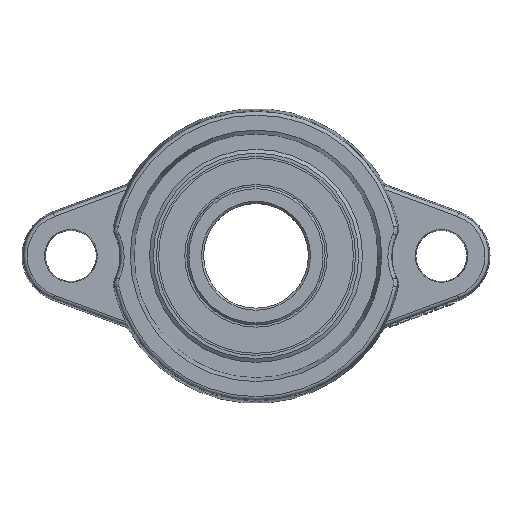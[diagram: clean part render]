
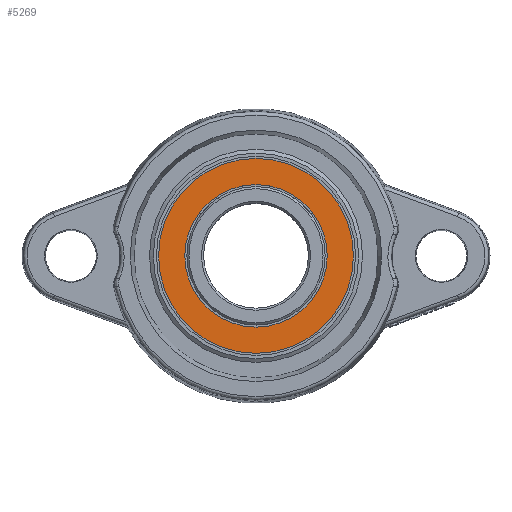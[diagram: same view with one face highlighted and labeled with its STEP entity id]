
A CAD part, top view. The second image highlights one B-rep face of the part: STEP entity #5269.
In plain terms, the highlighted planar face has unit normal (0, 0, 1).
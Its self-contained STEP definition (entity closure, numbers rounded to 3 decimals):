
#1306=FACE_BOUND($,#1653,.T.);
#1352=FACE_OUTER_BOUND($,#1652,.T.);
#1652=EDGE_LOOP($,(#3333));
#1653=EDGE_LOOP($,(#3334));
#1960=CIRCLE($,#5571,10.2);
#1961=CIRCLE($,#5573,13.95);
#2074=VERTEX_POINT($,#7477);
#2075=VERTEX_POINT($,#7480);
#2572=EDGE_CURVE($,#2074,#2074,#1960,.T.);
#2573=EDGE_CURVE($,#2075,#2075,#1961,.T.);
#3333=ORIENTED_EDGE($,*,*,#2573,.T.);
#3334=ORIENTED_EDGE($,*,*,#2572,.F.);
#4755=PLANE($,#5572);
#5269=ADVANCED_FACE($,(#1352,#1306),#4755,.T.);
#5571=AXIS2_PLACEMENT_3D($,#7478,#5981,#5982);
#5572=AXIS2_PLACEMENT_3D($,#7479,#5983,#5984);
#5573=AXIS2_PLACEMENT_3D($,#7481,#5985,#5986);
#5981=DIRECTION('center_axis',(0.,0.,1.));
#5982=DIRECTION('ref_axis',(-1.,0.,0.));
#5983=DIRECTION('center_axis',(0.,0.,1.));
#5984=DIRECTION('ref_axis',(0.,-1.,0.));
#5985=DIRECTION('center_axis',(0.,0.,1.));
#5986=DIRECTION('ref_axis',(1.,0.,0.));
#7477=CARTESIAN_POINT('',(-10.2,0.,3.9));
#7478=CARTESIAN_POINT('Origin',(0.,0.,3.9));
#7479=CARTESIAN_POINT('Origin',(0.,0.,3.9));
#7480=CARTESIAN_POINT('',(-13.95,0.,3.9));
#7481=CARTESIAN_POINT('Origin',(0.,0.,3.9));
